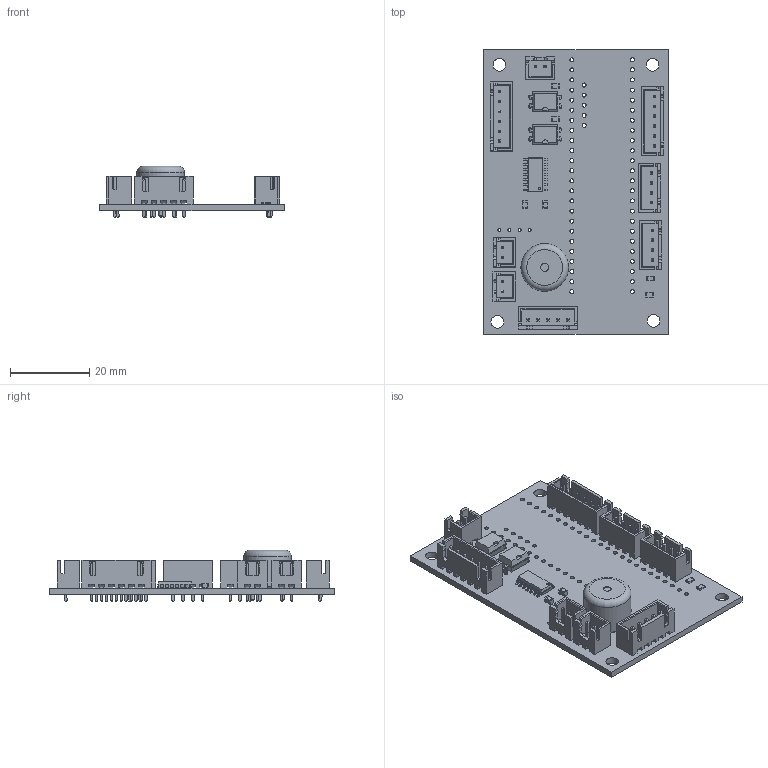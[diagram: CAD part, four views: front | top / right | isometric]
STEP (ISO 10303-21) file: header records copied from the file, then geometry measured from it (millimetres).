
FILE_DESCRIPTION(('KiCad electronic assembly'),'2;1');
FILE_NAME('Airbrake_ComputeBoard_v1_2.step','2024-12-19T12:29:04',( 'Pcbnew'),('Kicad'),'Open CASCADE STEP processor 7.7', 'KiCad to STEP converter','Unknown');
FILE_SCHEMA(('AUTOMOTIVE_DESIGN { 1 0 10303 214 1 1 1 1 }'));
Length unit declared in the file: millimetre
Products named in the file (20): Airbrake_ComputeBoard_v1_2 1; DIP-4_W7.62mm; JST_XH_B5B-XH-A_1x05_P2.50mm_Vertical; JST_B5B_XH_A; SOIC-14_3.9x8.7mm_P1.27mm; SOIC_14_39x87mm_P127mm; Buzzer_12x9.5RM7.6; Buzzer_12x95RM76; R_0805_2012Metric; JST_XH_B6B-XH-A_1x06_P2.50mm_Vertical; JST_B6B_XH_A; C_0805_2012Metric; JST_XH_B2B-XH-A_1x02_P2.50mm_Vertical; JST_B2B_XH_A; JST_XH_B4B-XH-A_1x04_P2.50mm_Vertical; JST_B4B_XH_A; Airbrake_ComputeBoard_PCB
Assembly tree (28 placements, depth 3):
  Airbrake_ComputeBoard_v1_2 1
    DIP-4_W7.62mm  x2
      DIP-4_W7.62mm
    JST_XH_B5B-XH-A_1x05_P2.50mm_Vertical
      JST_B5B_XH_A
    SOIC-14_3.9x8.7mm_P1.27mm
      SOIC_14_39x87mm_P127mm
    Buzzer_12x9.5RM7.6
      Buzzer_12x95RM76
    R_0805_2012Metric  x4
      R_0805_2012Metric
    JST_XH_B6B-XH-A_1x06_P2.50mm_Vertical  x2
      JST_B6B_XH_A
    C_0805_2012Metric  x2
      C_0805_2012Metric
    JST_XH_B2B-XH-A_1x02_P2.50mm_Vertical  x3
      JST_B2B_XH_A
    JST_XH_B4B-XH-A_1x04_P2.50mm_Vertical  x2
      JST_B4B_XH_A
    Airbrake_ComputeBoard_PCB
Bounding box: 46.5 x 71.8 x 12.93 mm (x, y, z)
Volume: 8418.1 mm3; surface area: 13413 mm2
Topology: 19 solids, 19 shells, 1779 faces, 4661 edges, 2990 vertices
Faces by surface type: plane 1436, cylinder 269, bspline 70, torus 4
Full cylindrical faces by diameter (mm): 0.6 x1, 0.762 x4, 0.8 x8, 0.9 x2, 0.95 x25, 1 x8, 1.02 x53, 2 x1, 3.2 x4, 12 x1
Entity records: 40748 total; most frequent: CARTESIAN_POINT 6297, ORIENTED_EDGE 5698, DIRECTION 5344, EDGE_CURVE 2849, LINE 2372, VECTOR 2372, VERTEX_POINT 1824, AXIS2_PLACEMENT_3D 1486
